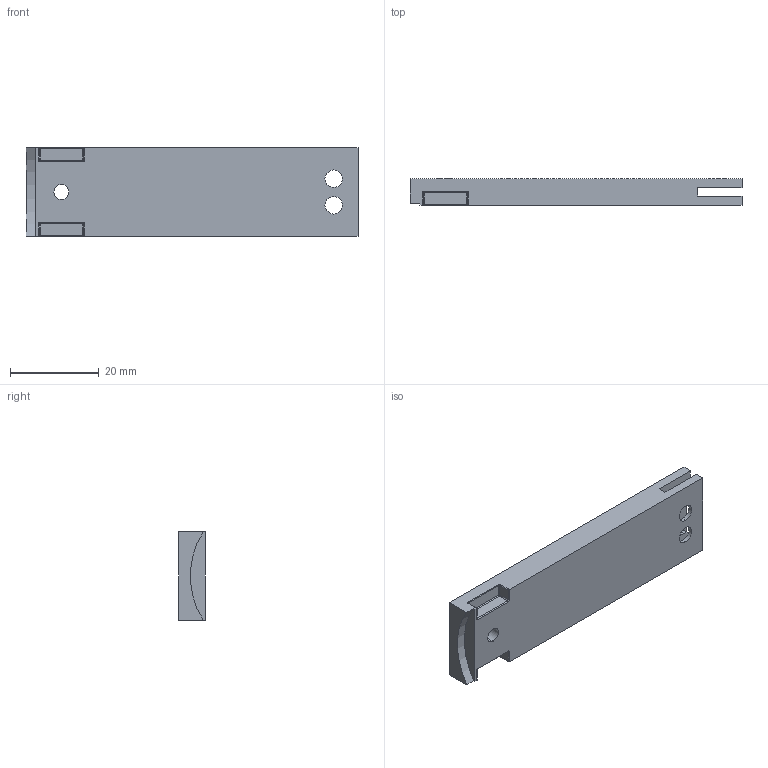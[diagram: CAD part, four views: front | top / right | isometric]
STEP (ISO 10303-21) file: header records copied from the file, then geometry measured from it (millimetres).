
FILE_DESCRIPTION (( 'STEP AP203' ), '1' );
FILE_NAME ('G10 Type2 Pull Arm.STEP', '2025-12-15T04:07:17', ( '' ), ( '' ), 'SwSTEP 2.0', 'SolidWorks 2023', '' );
FILE_SCHEMA (( 'CONFIG_CONTROL_DESIGN' ));
Length unit declared in the file: millimetre
Products named in the file (1): G10 Type2 Pull Arm
Bounding box: 75 x 6 x 20 mm (x, y, z)
Volume: 7937.3 mm3; surface area: 4565.2 mm2
Topology: 1 solids, 1 shells, 76 faces, 194 edges, 116 vertices
Faces by surface type: cylinder 37, plane 27, torus 8, sphere 4
Entity records: 2347 total; most frequent: DIRECTION 414, CARTESIAN_POINT 395, ORIENTED_EDGE 380, EDGE_CURVE 190, AXIS2_PLACEMENT_3D 151, VERTEX_POINT 116, LINE 112, VECTOR 112
